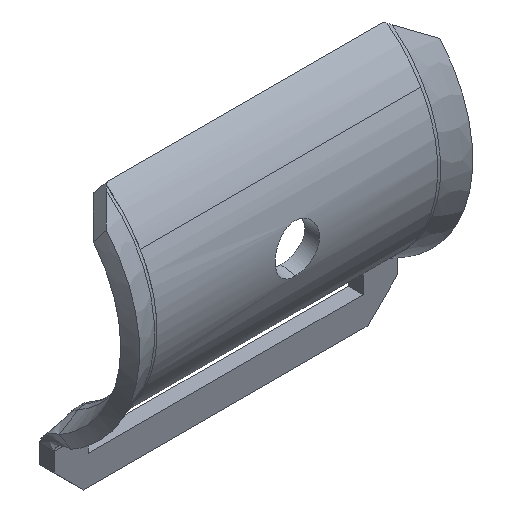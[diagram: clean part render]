
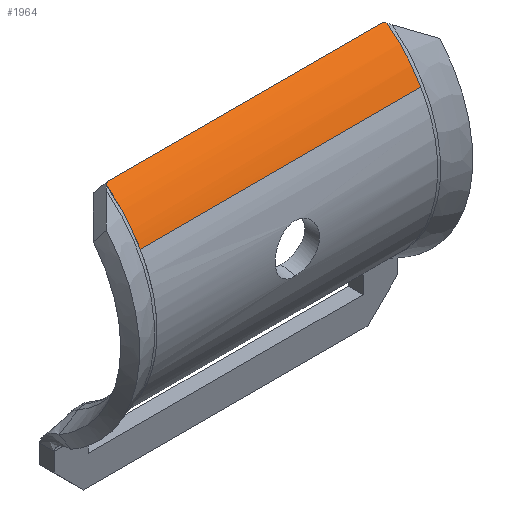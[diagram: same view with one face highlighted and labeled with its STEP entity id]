
A CAD part, isometric view. The second image highlights one B-rep face of the part: STEP entity #1964.
In plain terms, the highlighted cylindrical face has radius 13 mm (diameter 26 mm), a partial arc.
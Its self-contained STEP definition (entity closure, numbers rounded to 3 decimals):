
#11 = CARTESIAN_POINT ( 'NONE',  ( -14.31, -6.247, 25.238 ) ) ;
#50 = DIRECTION ( 'NONE',  ( -1., 0., 0. ) ) ;
#208 = ORIENTED_EDGE ( 'NONE', *, *, #1134, .T. ) ;
#210 = CARTESIAN_POINT ( 'NONE',  ( -14.057, -3.465, 28. ) ) ;
#233 = DIRECTION ( 'NONE',  ( -1., 0., 0. ) ) ;
#235 = EDGE_CURVE ( 'NONE', #3114, #1993, #744, .T. ) ;
#257 = AXIS2_PLACEMENT_3D ( 'NONE', #2002, #2587, #3373 ) ;
#270 = CARTESIAN_POINT ( 'NONE',  ( 14.103, -3.465, 28. ) ) ;
#327 = ORIENTED_EDGE ( 'NONE', *, *, #750, .T. ) ;
#361 = VERTEX_POINT ( 'NONE', #2308 ) ;
#391 = DIRECTION ( 'NONE',  ( 0., 0.868, -0.497 ) ) ;
#407 = EDGE_LOOP ( 'NONE', ( #2516, #1615, #327, #889, #760, #3379, #208, #2408 ) ) ;
#478 = CARTESIAN_POINT ( 'NONE',  ( 14.31, -3.465, 28. ) ) ;
#563 = CARTESIAN_POINT ( 'NONE',  ( 14.31, -7.083, 23.955 ) ) ;
#570 = EDGE_CURVE ( 'NONE', #3063, #1000, #2104, .T. ) ;
#732 = CARTESIAN_POINT ( 'NONE',  ( 14.31, -7.083, 23.955 ) ) ;
#740 = CARTESIAN_POINT ( 'NONE',  ( -14.224, -3.599, 27.901 ) ) ;
#744 = LINE ( 'NONE', #478, #1826 ) ;
#750 = EDGE_CURVE ( 'NONE', #361, #3114, #3212, .T. ) ;
#760 = ORIENTED_EDGE ( 'NONE', *, *, #2664, .T. ) ;
#889 = ORIENTED_EDGE ( 'NONE', *, *, #235, .T. ) ;
#928 = VECTOR ( 'NONE', #50, 1000. ) ;
#943 = DIRECTION ( 'NONE',  ( 1., 0., 0. ) ) ;
#1000 = VERTEX_POINT ( 'NONE', #1548 ) ;
#1061 = CARTESIAN_POINT ( 'NONE',  ( -14.31, -5.936, 25.657 ) ) ;
#1114 = CARTESIAN_POINT ( 'NONE',  ( -14.31, -5.6, 26.058 ) ) ;
#1134 = EDGE_CURVE ( 'NONE', #1000, #2837, #1988, .T. ) ;
#1420 = B_SPLINE_CURVE_WITH_KNOTS ( 'NONE', 3,
 ( #210, #3398, #740, #1804 ),
 .UNSPECIFIED., .F., .F.,
 ( 4, 4 ),
 ( 0., 1. ),
 .UNSPECIFIED. ) ;
#1548 = CARTESIAN_POINT ( 'NONE',  ( -14.31, -5.241, 26.437 ) ) ;
#1558 = CARTESIAN_POINT ( 'NONE',  ( -14.31, -6.247, 25.238 ) ) ;
#1585 = CARTESIAN_POINT ( 'NONE',  ( 14.31, -6.214, 25.476 ) ) ;
#1609 = EDGE_CURVE ( 'NONE', #3049, #2479, #2936, .T. ) ;
#1615 = ORIENTED_EDGE ( 'NONE', *, *, #2350, .T. ) ;
#1743 = FACE_OUTER_BOUND ( 'NONE', #407, .T. ) ;
#1759 = CARTESIAN_POINT ( 'NONE',  ( -14.057, -3.465, 28. ) ) ;
#1764 = CARTESIAN_POINT ( 'NONE',  ( -14.31, 4.2, 17.5 ) ) ;
#1804 = CARTESIAN_POINT ( 'NONE',  ( -14.31, -3.667, 27.849 ) ) ;
#1826 = VECTOR ( 'NONE', #233, 1000. ) ;
#1964 = ADVANCED_FACE ( 'NONE', ( #1743 ), #2536, .T. ) ;
#1988 = B_SPLINE_CURVE_WITH_KNOTS ( 'NONE', 3,
 ( #3426, #1114, #1061, #11 ),
 .UNSPECIFIED., .F., .F.,
 ( 4, 4 ),
 ( 0., 1. ),
 .UNSPECIFIED. ) ;
#1993 = VERTEX_POINT ( 'NONE', #1759 ) ;
#2002 = CARTESIAN_POINT ( 'NONE',  ( 51.51, 4.2, 17.5 ) ) ;
#2062 = CARTESIAN_POINT ( 'NONE',  ( 14.24, -3.578, 27.916 ) ) ;
#2103 = AXIS2_PLACEMENT_3D ( 'NONE', #2245, #943, #391 ) ;
#2104 = CIRCLE ( 'NONE', #2540, 13. ) ;
#2245 = CARTESIAN_POINT ( 'NONE',  ( -14.31, 4.2, 17.5 ) ) ;
#2286 = CARTESIAN_POINT ( 'NONE',  ( 14.31, -3.632, 27.871 ) ) ;
#2293 = B_SPLINE_CURVE_WITH_KNOTS ( 'NONE', 3,
 ( #563, #1585, #2899, #3423 ),
 .UNSPECIFIED., .F., .F.,
 ( 4, 4 ),
 ( 0.789, 0.992 ),
 .UNSPECIFIED. ) ;
#2308 = CARTESIAN_POINT ( 'NONE',  ( 14.31, -3.632, 27.871 ) ) ;
#2320 = CARTESIAN_POINT ( 'NONE',  ( 14.172, -3.522, 27.958 ) ) ;
#2350 = EDGE_CURVE ( 'NONE', #3049, #361, #2293, .T. ) ;
#2408 = ORIENTED_EDGE ( 'NONE', *, *, #3030, .T. ) ;
#2479 = VERTEX_POINT ( 'NONE', #3004 ) ;
#2516 = ORIENTED_EDGE ( 'NONE', *, *, #1609, .F. ) ;
#2536 = CYLINDRICAL_SURFACE ( 'NONE', #257, 13. ) ;
#2540 = AXIS2_PLACEMENT_3D ( 'NONE', #1764, #2594, #2888 ) ;
#2587 = DIRECTION ( 'NONE',  ( -1., 0., 0. ) ) ;
#2594 = DIRECTION ( 'NONE',  ( 1., 0., 0. ) ) ;
#2664 = EDGE_CURVE ( 'NONE', #1993, #3063, #1420, .T. ) ;
#2837 = VERTEX_POINT ( 'NONE', #1558 ) ;
#2888 = DIRECTION ( 'NONE',  ( 0., 0.868, -0.497 ) ) ;
#2899 = CARTESIAN_POINT ( 'NONE',  ( 14.31, -5.033, 26.818 ) ) ;
#2922 = CARTESIAN_POINT ( 'NONE',  ( 51.51, -7.084, 23.955 ) ) ;
#2936 = LINE ( 'NONE', #2922, #928 ) ;
#3004 = CARTESIAN_POINT ( 'NONE',  ( -14.31, -7.084, 23.955 ) ) ;
#3020 = CIRCLE ( 'NONE', #2103, 13. ) ;
#3030 = EDGE_CURVE ( 'NONE', #2837, #2479, #3020, .T. ) ;
#3049 = VERTEX_POINT ( 'NONE', #732 ) ;
#3063 = VERTEX_POINT ( 'NONE', #3147 ) ;
#3101 = CARTESIAN_POINT ( 'NONE',  ( 14.103, -3.465, 28. ) ) ;
#3114 = VERTEX_POINT ( 'NONE', #270 ) ;
#3147 = CARTESIAN_POINT ( 'NONE',  ( -14.31, -3.667, 27.849 ) ) ;
#3212 = B_SPLINE_CURVE_WITH_KNOTS ( 'NONE', 3,
 ( #2286, #2062, #2320, #3101 ),
 .UNSPECIFIED., .F., .F.,
 ( 4, 4 ),
 ( 0., 1. ),
 .UNSPECIFIED. ) ;
#3373 = DIRECTION ( 'NONE',  ( 0., -0.868, 0.497 ) ) ;
#3379 = ORIENTED_EDGE ( 'NONE', *, *, #570, .T. ) ;
#3398 = CARTESIAN_POINT ( 'NONE',  ( -14.14, -3.532, 27.951 ) ) ;
#3423 = CARTESIAN_POINT ( 'NONE',  ( 14.31, -3.632, 27.871 ) ) ;
#3426 = CARTESIAN_POINT ( 'NONE',  ( -14.31, -5.241, 26.437 ) ) ;
